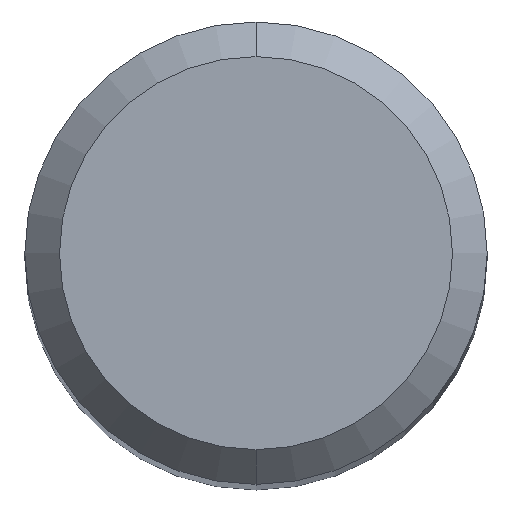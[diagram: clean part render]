
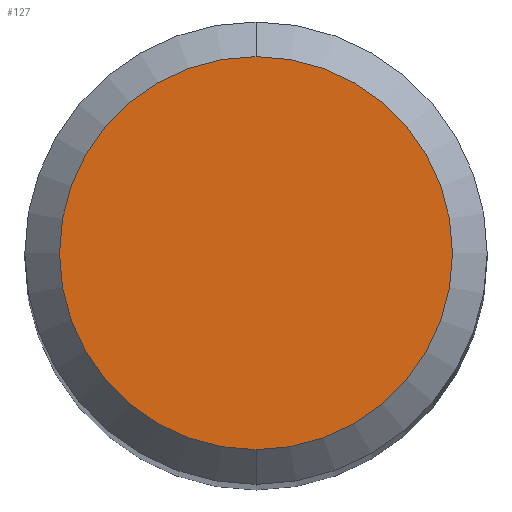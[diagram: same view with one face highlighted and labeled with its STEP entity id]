
A CAD part, top view. The second image highlights one B-rep face of the part: STEP entity #127.
In plain terms, the highlighted planar face has unit normal (0, 0, 1).
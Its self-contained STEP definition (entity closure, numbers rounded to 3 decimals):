
#97=VERTEX_POINT('',#244);
#119=VERTEX_POINT('',#269);
#127=ADVANCED_FACE('',(#278),#279,.T.);
#135=EDGE_CURVE('',#97,#119,#287,.T.);
#213=EDGE_CURVE('',#119,#97,#375,.T.);
#244=CARTESIAN_POINT('',(0.,-1.7,0.0));
#269=CARTESIAN_POINT('',(0.0,1.7,0.0));
#278=FACE_OUTER_BOUND('',#443,.T.);
#279=PLANE('',#444);
#287=CIRCLE('',#457,1.7);
#375=CIRCLE('',#564,1.7);
#443=EDGE_LOOP('',(#622,#623));
#444=AXIS2_PLACEMENT_3D('',#624,#625,#626);
#457=AXIS2_PLACEMENT_3D('',#634,#635,#636);
#564=AXIS2_PLACEMENT_3D('',#756,#757,#758);
#622=ORIENTED_EDGE('',*,*,#213,.F.);
#623=ORIENTED_EDGE('',*,*,#135,.F.);
#624=CARTESIAN_POINT('',(0.0,0.85,0.0));
#625=DIRECTION('',(-0.0,0.0,1.0));
#626=DIRECTION('',(0.0,-1.0,0.0));
#634=CARTESIAN_POINT('',(0.0,0.0,0.0));
#635=DIRECTION('',(0.0,0.0,-1.0));
#636=DIRECTION('',(0.0,1.0,0.0));
#756=CARTESIAN_POINT('',(0.0,0.0,0.0));
#757=DIRECTION('',(0.0,0.0,-1.0));
#758=DIRECTION('',(0.0,1.0,0.0));
